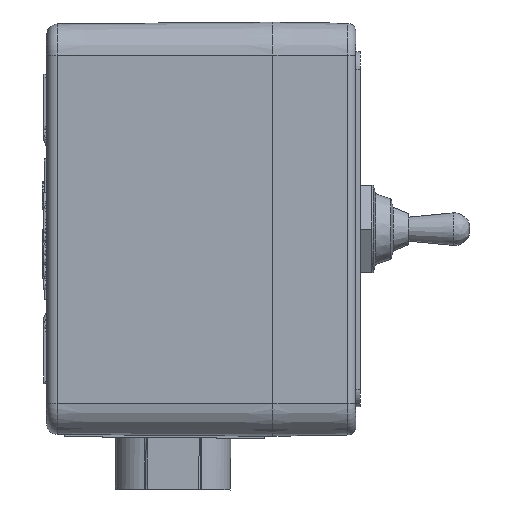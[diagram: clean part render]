
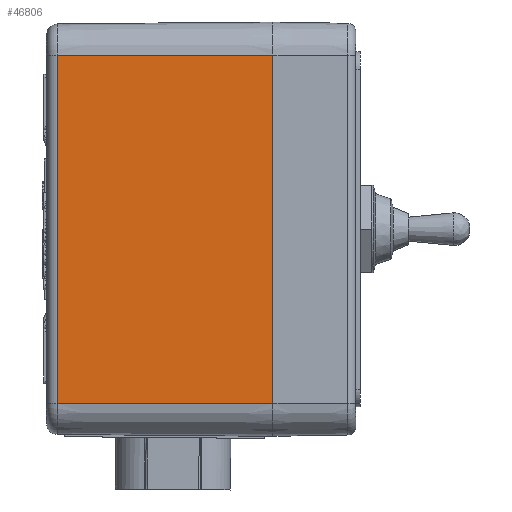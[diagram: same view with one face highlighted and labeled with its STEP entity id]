
A CAD part, left-side view. The second image highlights one B-rep face of the part: STEP entity #46806.
In plain terms, the highlighted planar face has unit normal (-1, 0.009, 0).
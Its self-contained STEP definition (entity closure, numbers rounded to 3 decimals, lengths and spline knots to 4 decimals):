
#86=DIRECTION('',(0.009,1.,0.));
#87=VECTOR('',#86,1.5362);
#88=CARTESIAN_POINT('',(-2.1654,-1.6142,-1.2402));
#89=LINE('',#88,#87);
#401=DIRECTION('',(-0.009,-1.,0.));
#402=VECTOR('',#401,1.5362);
#403=CARTESIAN_POINT('',(-2.1519,-0.078,
1.2402));
#404=LINE('',#403,#402);
#409=DIRECTION('',(0.,0.,-1.));
#410=VECTOR('',#409,2.4803);
#411=CARTESIAN_POINT('',(-2.1654,-1.6142,1.2402));
#412=LINE('',#411,#410);
#417=DIRECTION('',(0.,0.,1.));
#418=VECTOR('',#417,2.4803);
#419=CARTESIAN_POINT('',(-2.1519,-0.078,
-1.2402));
#420=LINE('',#419,#418);
#37494=CARTESIAN_POINT('',(-2.1519,-0.078,
1.2402));
#37495=VERTEX_POINT('',#37494);
#37502=CARTESIAN_POINT('',(-2.1519,-0.078,
-1.2402));
#37503=VERTEX_POINT('',#37502);
#38317=CARTESIAN_POINT('',(-2.1654,-1.6142,
-1.2402));
#38318=VERTEX_POINT('',#38317);
#38319=CARTESIAN_POINT('',(-2.1654,-1.6142,
1.2402));
#38320=VERTEX_POINT('',#38319);
#46793=CARTESIAN_POINT('',(-2.1654,-1.6142,
1.2402));
#46794=DIRECTION('',(-1.,0.009,0.));
#46795=DIRECTION('',(0.,0.,1.));
#46796=AXIS2_PLACEMENT_3D('',#46793,#46794,#46795);
#46797=PLANE('',#46796);
#46799=ORIENTED_EDGE('',*,*,#46798,.T.);
#46800=ORIENTED_EDGE('',*,*,#46335,.T.);
#46802=ORIENTED_EDGE('',*,*,#46801,.T.);
#46803=ORIENTED_EDGE('',*,*,#46777,.T.);
#46804=EDGE_LOOP('',(#46799,#46800,#46802,#46803));
#46805=FACE_OUTER_BOUND('',#46804,.F.);
#46335=EDGE_CURVE('',#38318,#37503,#89,.T.);
#46777=EDGE_CURVE('',#37495,#38320,#404,.T.);
#46798=EDGE_CURVE('',#38320,#38318,#412,.T.);
#46801=EDGE_CURVE('',#37503,#37495,#420,.T.);
#46806=ADVANCED_FACE('',(#46805),#46797,.T.);
